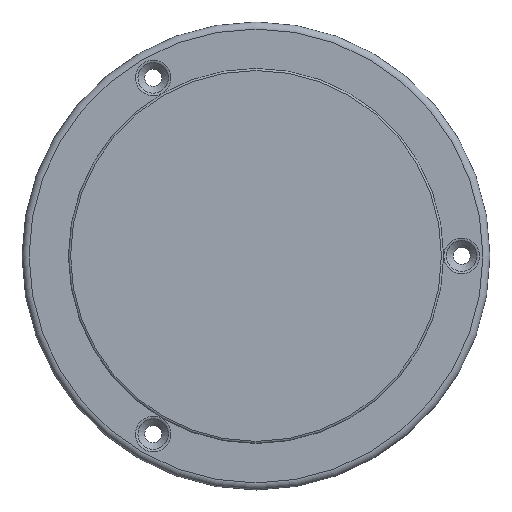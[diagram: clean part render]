
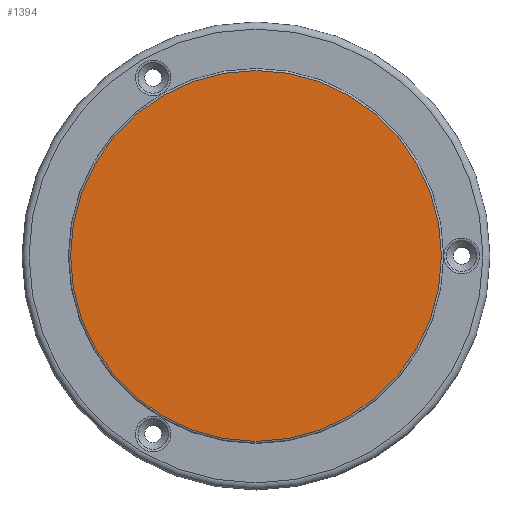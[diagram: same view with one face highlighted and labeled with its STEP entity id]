
A CAD part, top view. The second image highlights one B-rep face of the part: STEP entity #1394.
In plain terms, the highlighted planar face has unit normal (0, 0, 1).
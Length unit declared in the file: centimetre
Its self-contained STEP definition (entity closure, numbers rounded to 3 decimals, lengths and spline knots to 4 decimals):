
#286=FACE_OUTER_BOUND('',#384,.T.);
#384=EDGE_LOOP('',(#1050));
#628=CIRCLE('',#1505,5.23);
#733=VERTEX_POINT('',#2200);
#867=EDGE_CURVE('',#733,#733,#628,.T.);
#1050=ORIENTED_EDGE('',*,*,#867,.F.);
#1363=PLANE('',#1504);
#1394=ADVANCED_FACE('',(#286),#1363,.F.);
#1504=AXIS2_PLACEMENT_3D('',#2199,#1718,#1719);
#1505=AXIS2_PLACEMENT_3D('',#2201,#1720,#1721);
#1718=DIRECTION('center_axis',(0.,0.,-1.));
#1719=DIRECTION('ref_axis',(-1.,0.,0.));
#1720=DIRECTION('center_axis',(0.,0.,-1.));
#1721=DIRECTION('ref_axis',(1.,0.,0.));
#2199=CARTESIAN_POINT('Origin',(0.,0.,
5.16));
#2200=CARTESIAN_POINT('',(5.23,0.,5.16));
#2201=CARTESIAN_POINT('Origin',(0.,0.,
5.16));
